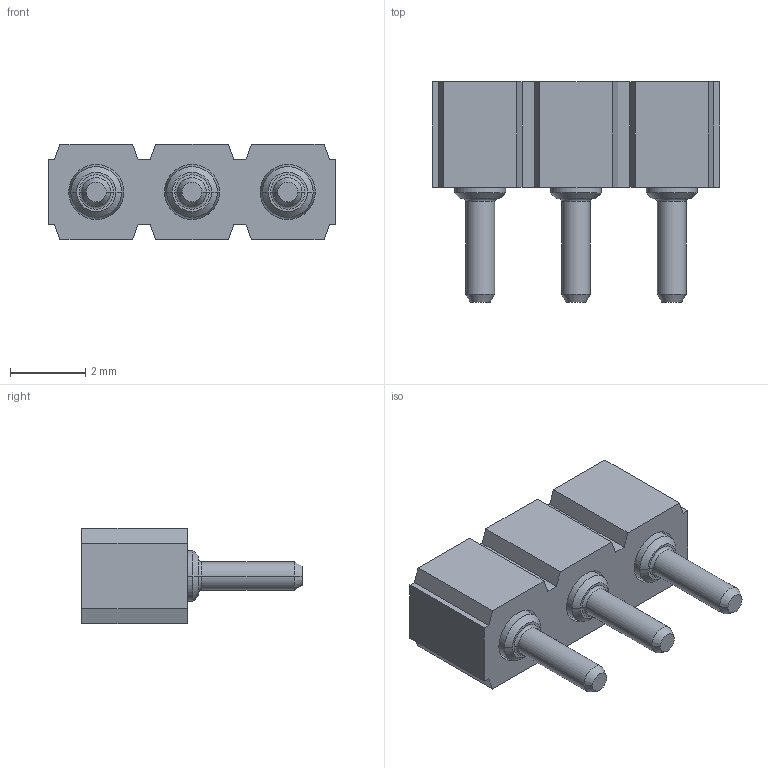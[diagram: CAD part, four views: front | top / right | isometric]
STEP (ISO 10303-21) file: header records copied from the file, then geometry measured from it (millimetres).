
FILE_DESCRIPTION (( 'STEP AP214' ), '1' );
FILE_NAME ('mill-max-315-13-103-41-001000.STEP', '2022-08-30T05:59:30', ( '' ), ( '' ), 'SwSTEP 2.0', 'SolidWorks 2022', '' );
FILE_SCHEMA (( 'AUTOMOTIVE_DESIGN' ));
Length unit declared in the file: inch
Products named in the file (3): mill-max-315-13-103-41-001000; P3XX-11-010-00-000000_P303-11-010-00-000000; 0501_0501-0-00-15-00-00-03-0
Assembly tree (4 placements, depth 2):
  mill-max-315-13-103-41-001000
    P3XX-11-010-00-000000_P303-11-010-00-000000
    0501_0501-0-00-15-00-00-03-0  x3
Bounding box: 7.62 x 5.84 x 2.54 mm (x, y, z)
Volume: 44.6 mm3; surface area: 237.9 mm2
Topology: 4 solids, 4 shells, 138 faces, 306 edges, 185 vertices
Faces by surface type: cylinder 48, plane 48, cone 36, torus 6
Entity records: 2336 total; most frequent: DIRECTION 406, CARTESIAN_POINT 378, ORIENTED_EDGE 360, EDGE_CURVE 180, AXIS2_PLACEMENT_3D 143, VECTOR 120, LINE 120, VERTEX_POINT 115
